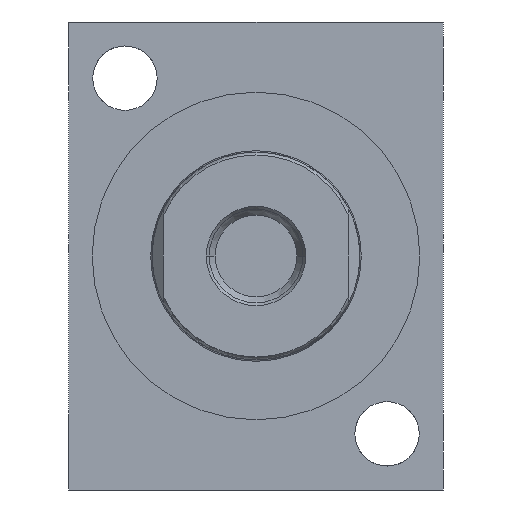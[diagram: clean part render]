
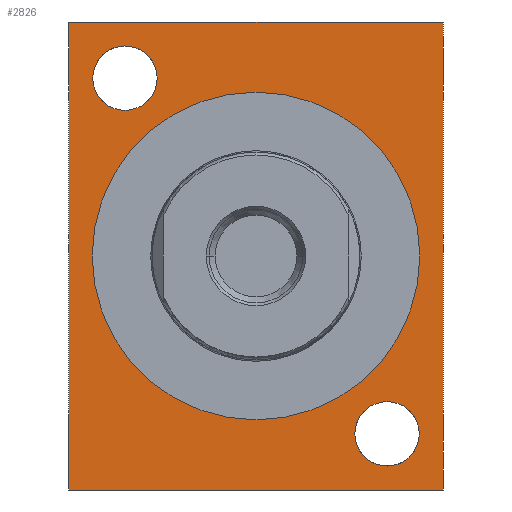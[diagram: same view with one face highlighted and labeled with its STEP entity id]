
A CAD part, left-side view. The second image highlights one B-rep face of the part: STEP entity #2826.
In plain terms, the highlighted planar face has unit normal (-1, 0, 0).
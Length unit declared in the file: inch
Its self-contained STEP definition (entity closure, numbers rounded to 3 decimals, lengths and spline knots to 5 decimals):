
#22=DIRECTION('',(0.,-1.,0.));
#23=VECTOR('',#22,2.);
#24=CARTESIAN_POINT('',(0.,1.,1.25));
#25=LINE('',#24,#23);
#30=DIRECTION('',(0.,0.,-1.));
#31=VECTOR('',#30,2.5);
#32=CARTESIAN_POINT('',(0.,-1.,1.25));
#33=LINE('',#32,#31);
#37=DIRECTION('',(0.,1.,0.));
#38=VECTOR('',#37,2.);
#39=CARTESIAN_POINT('',(0.,-1.,-1.25));
#40=LINE('',#39,#38);
#44=DIRECTION('',(0.,0.,1.));
#45=VECTOR('',#44,2.5);
#46=CARTESIAN_POINT('',(0.,1.,-1.25));
#47=LINE('',#46,#45);
#51=CARTESIAN_POINT('',(0.,0.7,0.95));
#52=DIRECTION('',(1.,0.,0.));
#53=DIRECTION('',(0.,1.,0.));
#54=AXIS2_PLACEMENT_3D('',#51,#52,#53);
#59=CARTESIAN_POINT('',(0.,0.7,0.95));
#60=DIRECTION('',(1.,0.,0.));
#61=DIRECTION('',(0.,-1.,0.));
#62=AXIS2_PLACEMENT_3D('',#59,#60,#61);
#67=CARTESIAN_POINT('',(0.,-0.7,-0.95));
#68=DIRECTION('',(1.,0.,0.));
#69=DIRECTION('',(0.,1.,0.));
#70=AXIS2_PLACEMENT_3D('',#67,#68,#69);
#75=CARTESIAN_POINT('',(0.,-0.7,-0.95));
#76=DIRECTION('',(1.,0.,0.));
#77=DIRECTION('',(0.,-1.,0.));
#78=AXIS2_PLACEMENT_3D('',#75,#76,#77);
#83=CARTESIAN_POINT('',(0.,0.,0.));
#84=DIRECTION('',(-1.,0.,0.));
#85=DIRECTION('',(0.,1.,0.));
#86=AXIS2_PLACEMENT_3D('',#83,#84,#85);
#91=CARTESIAN_POINT('',(0.,0.,0.));
#92=DIRECTION('',(-1.,0.,0.));
#93=DIRECTION('',(0.,-1.,0.));
#94=AXIS2_PLACEMENT_3D('',#91,#92,#93);
#2455=CARTESIAN_POINT('',(0.,1.,1.25));
#2456=CARTESIAN_POINT('',(0.,-1.,1.25));
#2457=VERTEX_POINT('',#2455);
#2458=VERTEX_POINT('',#2456);
#2459=CARTESIAN_POINT('',(0.,-1.,-1.25));
#2460=VERTEX_POINT('',#2459);
#2461=CARTESIAN_POINT('',(0.,1.,-1.25));
#2462=VERTEX_POINT('',#2461);
#2471=CARTESIAN_POINT('',(0.,0.872,0.95));
#2472=CARTESIAN_POINT('',(0.,0.528,0.95));
#2473=VERTEX_POINT('',#2471);
#2474=VERTEX_POINT('',#2472);
#2591=CARTESIAN_POINT('',(0.,-0.528,-0.95));
#2592=CARTESIAN_POINT('',(0.,-0.872,-0.95));
#2593=VERTEX_POINT('',#2591);
#2594=VERTEX_POINT('',#2592);
#2611=CARTESIAN_POINT('',(0.,0.875,0.));
#2612=CARTESIAN_POINT('',(0.,-0.875,0.));
#2613=VERTEX_POINT('',#2611);
#2614=VERTEX_POINT('',#2612);
#2793=CARTESIAN_POINT('',(0.,0.,0.));
#2794=DIRECTION('',(1.,0.,0.));
#2795=DIRECTION('',(0.,0.,-1.));
#2796=AXIS2_PLACEMENT_3D('',#2793,#2794,#2795);
#2797=PLANE('',#2796);
#2799=ORIENTED_EDGE('',*,*,#2798,.T.);
#2801=ORIENTED_EDGE('',*,*,#2800,.T.);
#2803=ORIENTED_EDGE('',*,*,#2802,.T.);
#2805=ORIENTED_EDGE('',*,*,#2804,.T.);
#2806=EDGE_LOOP('',(#2799,#2801,#2803,#2805));
#2807=FACE_OUTER_BOUND('',#2806,.F.);
#2809=ORIENTED_EDGE('',*,*,#2808,.F.);
#2811=ORIENTED_EDGE('',*,*,#2810,.F.);
#2812=EDGE_LOOP('',(#2809,#2811));
#2813=FACE_BOUND('',#2812,.F.);
#2815=ORIENTED_EDGE('',*,*,#2814,.F.);
#2817=ORIENTED_EDGE('',*,*,#2816,.F.);
#2818=EDGE_LOOP('',(#2815,#2817));
#2819=FACE_BOUND('',#2818,.F.);
#2821=ORIENTED_EDGE('',*,*,#2820,.T.);
#2823=ORIENTED_EDGE('',*,*,#2822,.T.);
#2824=EDGE_LOOP('',(#2821,#2823));
#2825=FACE_BOUND('',#2824,.F.);
#55=CIRCLE('',#54,0.172);
#63=CIRCLE('',#62,0.172);
#71=CIRCLE('',#70,0.172);
#79=CIRCLE('',#78,0.172);
#87=CIRCLE('',#86,0.875);
#95=CIRCLE('',#94,0.875);
#2798=EDGE_CURVE('',#2457,#2458,#25,.T.);
#2800=EDGE_CURVE('',#2458,#2460,#33,.T.);
#2802=EDGE_CURVE('',#2460,#2462,#40,.T.);
#2804=EDGE_CURVE('',#2462,#2457,#47,.T.);
#2808=EDGE_CURVE('',#2473,#2474,#55,.T.);
#2810=EDGE_CURVE('',#2474,#2473,#63,.T.);
#2814=EDGE_CURVE('',#2593,#2594,#71,.T.);
#2816=EDGE_CURVE('',#2594,#2593,#79,.T.);
#2820=EDGE_CURVE('',#2613,#2614,#87,.T.);
#2822=EDGE_CURVE('',#2614,#2613,#95,.T.);
#2826=ADVANCED_FACE('',(#2807,#2813,#2819,#2825),#2797,.F.);
